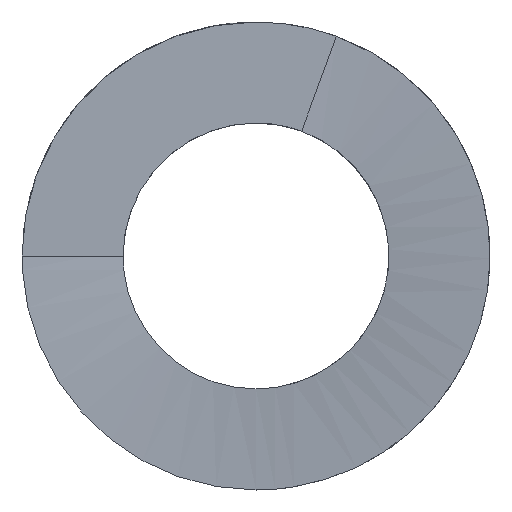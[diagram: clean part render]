
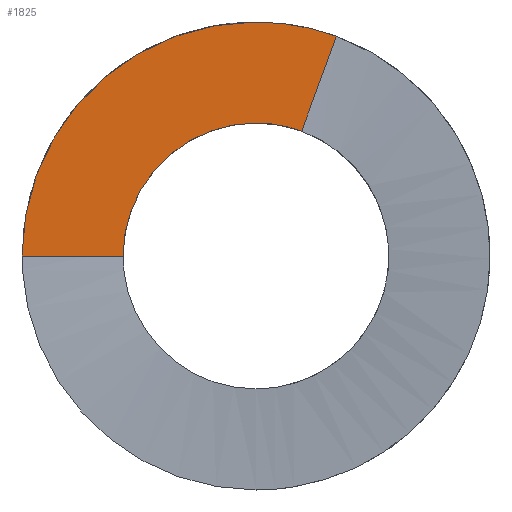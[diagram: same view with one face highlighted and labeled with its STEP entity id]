
A CAD part, front view. The second image highlights one B-rep face of the part: STEP entity #1825.
In plain terms, the highlighted planar face has unit normal (0, -1, 0).
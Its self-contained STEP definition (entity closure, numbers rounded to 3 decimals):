
#238 = CARTESIAN_POINT ( 'NONE',  ( 0., 0., 7.1 ) ) ;
#254 = FACE_OUTER_BOUND ( 'NONE', #1258, .T. ) ;
#297 = DIRECTION ( 'NONE',  ( 0., 1., 0. ) ) ;
#302 = CARTESIAN_POINT ( 'NONE',  ( 0., 0., 0. ) ) ;
#431 = CARTESIAN_POINT ( 'NONE',  ( 0., 0., 0. ) ) ;
#485 = CIRCLE ( 'NONE', #2146, 7.1 ) ;
#567 = ORIENTED_EDGE ( 'NONE', *, *, #1427, .T. ) ;
#777 = CARTESIAN_POINT ( 'NONE',  ( 0., 0., 12.5 ) ) ;
#887 = CARTESIAN_POINT ( 'NONE',  ( 0., 0., 0. ) ) ;
#958 = VERTEX_POINT ( 'NONE', #3232 ) ;
#1031 = CARTESIAN_POINT ( 'NONE',  ( 4.292, 0., 11.74 ) ) ;
#1132 = PLANE ( 'NONE',  #3005 ) ;
#1258 = EDGE_LOOP ( 'NONE', ( #2724, #1862, #3071, #567, #1880, #3237 ) ) ;
#1421 = DIRECTION ( 'NONE',  ( 0., 1., 0. ) ) ;
#1427 = EDGE_CURVE ( 'NONE', #958, #3564, #3296, .T. ) ;
#1470 = DIRECTION ( 'NONE',  ( 0., 0., 1. ) ) ;
#1496 = EDGE_CURVE ( 'NONE', #2640, #2618, #2996, .T. ) ;
#1568 = VECTOR ( 'NONE', #2715, 1000. ) ;
#1677 = DIRECTION ( 'NONE',  ( 0., 0., 1. ) ) ;
#1754 = DIRECTION ( 'NONE',  ( 0., 0., 1. ) ) ;
#1755 = EDGE_CURVE ( 'NONE', #3564, #2376, #485, .T. ) ;
#1782 = DIRECTION ( 'NONE',  ( 0., 0., 1. ) ) ;
#1825 = ADVANCED_FACE ( 'NONE', ( #254 ), #1132, .F. ) ;
#1862 = ORIENTED_EDGE ( 'NONE', *, *, #3068, .T. ) ;
#1880 = ORIENTED_EDGE ( 'NONE', *, *, #1755, .T. ) ;
#1889 = LINE ( 'NONE', #431, #1568 ) ;
#2062 = CARTESIAN_POINT ( 'NONE',  ( 0., 0., 0. ) ) ;
#2072 = CARTESIAN_POINT ( 'NONE',  ( 4.292, 0., 11.74 ) ) ;
#2146 = AXIS2_PLACEMENT_3D ( 'NONE', #3740, #297, #1677 ) ;
#2222 = EDGE_CURVE ( 'NONE', #2376, #2640, #2269, .T. ) ;
#2269 =( BOUNDED_CURVE ( )  B_SPLINE_CURVE ( 1, ( #3553, #2072 ),
 .UNSPECIFIED., .F., .F. ) 
 B_SPLINE_CURVE_WITH_KNOTS ( ( 2, 2 ),
 ( 0., 0.005 ),
 .UNSPECIFIED. ) 
 CURVE ( )  GEOMETRIC_REPRESENTATION_ITEM ( )  RATIONAL_B_SPLINE_CURVE ( ( 0.962, 0.962 ) ) 
 REPRESENTATION_ITEM ( '' )  );
#2347 = CARTESIAN_POINT ( 'NONE',  ( 0., 0., 0. ) ) ;
#2376 = VERTEX_POINT ( 'NONE', #3711 ) ;
#2591 = DIRECTION ( 'NONE',  ( 0., 0., 1. ) ) ;
#2618 = VERTEX_POINT ( 'NONE', #777 ) ;
#2640 = VERTEX_POINT ( 'NONE', #1031 ) ;
#2683 = DIRECTION ( 'NONE',  ( 0., 1., 0. ) ) ;
#2715 = DIRECTION ( 'NONE',  ( 1., 0., 0. ) ) ;
#2724 = ORIENTED_EDGE ( 'NONE', *, *, #1496, .T. ) ;
#2742 = VERTEX_POINT ( 'NONE', #3779 ) ;
#2785 = CIRCLE ( 'NONE', #3584, 12.5 ) ;
#2808 = AXIS2_PLACEMENT_3D ( 'NONE', #302, #2930, #1470 ) ;
#2930 = DIRECTION ( 'NONE',  ( 0., -1., 0. ) ) ;
#2996 = CIRCLE ( 'NONE', #2808, 12.5 ) ;
#3005 = AXIS2_PLACEMENT_3D ( 'NONE', #2347, #1421, #2591 ) ;
#3068 = EDGE_CURVE ( 'NONE', #2618, #2742, #2785, .T. ) ;
#3071 = ORIENTED_EDGE ( 'NONE', *, *, #3197, .T. ) ;
#3197 = EDGE_CURVE ( 'NONE', #2742, #958, #1889, .T. ) ;
#3232 = CARTESIAN_POINT ( 'NONE',  ( -7.1, 0., 0. ) ) ;
#3237 = ORIENTED_EDGE ( 'NONE', *, *, #2222, .T. ) ;
#3296 = CIRCLE ( 'NONE', #3607, 7.1 ) ;
#3452 = DIRECTION ( 'NONE',  ( 0., -1., 0. ) ) ;
#3553 = CARTESIAN_POINT ( 'NONE',  ( 2.438, 0., 6.668 ) ) ;
#3564 = VERTEX_POINT ( 'NONE', #238 ) ;
#3584 = AXIS2_PLACEMENT_3D ( 'NONE', #887, #3452, #1754 ) ;
#3607 = AXIS2_PLACEMENT_3D ( 'NONE', #2062, #2683, #1782 ) ;
#3711 = CARTESIAN_POINT ( 'NONE',  ( 2.438, 0., 6.668 ) ) ;
#3740 = CARTESIAN_POINT ( 'NONE',  ( 0., 0., 0. ) ) ;
#3779 = CARTESIAN_POINT ( 'NONE',  ( -12.5, 0., 0. ) ) ;
